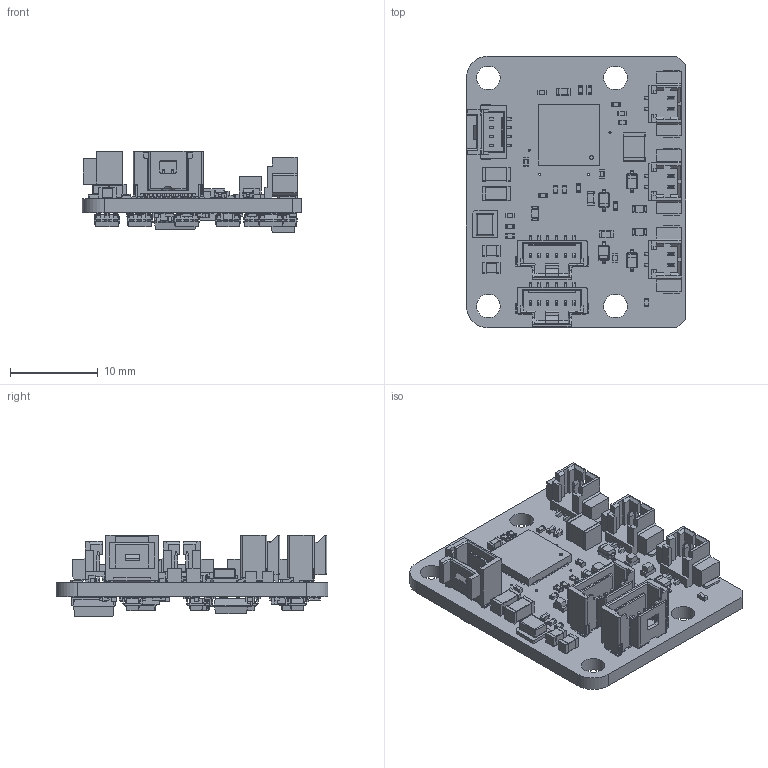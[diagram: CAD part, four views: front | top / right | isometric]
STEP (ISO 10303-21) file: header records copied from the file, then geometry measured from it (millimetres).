
FILE_DESCRIPTION(('FreeCAD Model'),'2;1');
FILE_NAME('Open CASCADE Shape Model','2023-11-28T16:43:51',(''),(''), 'Open CASCADE STEP processor 7.6','FreeCAD','Unknown');
FILE_SCHEMA(('AUTOMOTIVE_DESIGN { 1 0 10303 214 1 1 1 1 }'));
Products named in the file (1): JCS000C0001010002_bc_pwr_uc001 (Solid)
Bounding box: 25 x 31 x 9.3 mm (x, y, z)
Volume: 1805.4 mm3; surface area: 4239 mm2
Topology: 90 solids, 96 shells, 5455 faces, 14297 edges, 9160 vertices
Faces by surface type: plane 3856, cylinder 1075, bspline 500, cone 16, sphere 8
Full cylindrical faces by diameter (mm): 0.25 x4, 0.4 x1, 0.5 x1, 2.7 x4
Entity records: 166768 total; most frequent: CARTESIAN_POINT 33203, ORIENTED_EDGE 28574, DIRECTION 25571, EDGE_CURVE 14287, LINE 11523, VECTOR 11523, VERTEX_POINT 9160, AXIS2_PLACEMENT_3D 7024
